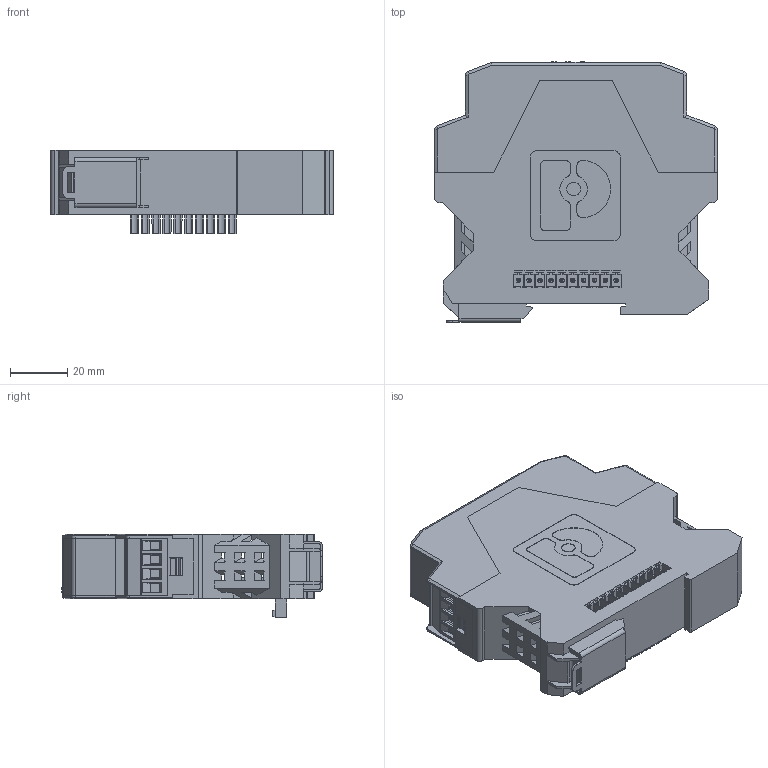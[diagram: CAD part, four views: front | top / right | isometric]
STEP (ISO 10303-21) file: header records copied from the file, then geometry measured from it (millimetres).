
FILE_DESCRIPTION(/* description */ ('Lucon Slave'),/* implementation_level */ '2;1');
FILE_NAME(/* name */ 'Lucon_Slave',/* time_stamp */ '2022-08-26T10:41:45+02:00',/* author */ (''),/* organization */ ('GEFASOFT Automatisierung und Software GmbH'),/* preprocessor_version */ 'ST-DEVELOPER v16.7',/* originating_system */ 'Solid Edge',/* authorisation */ 'Unknown');
FILE_SCHEMA (('AUTOMOTIVE_DESIGN {1 0 10303 214 3 1 1}'));
Products named in the file (10): Lucon_Slave; pxc_2735991_12_ME-22-5-F-UT-BUS-10-GN_3D; Platine; pxc_1861060_10_MSTBO-2-5-4-G1L_3D; pxc_1861073_09_MSTBO-2-5-4-G1R_3D; DRR 3016; pxc_2907156_02_ME-B-22-5-MSTBO-GN_3D; pxc_1779851_07_MSTBT-2-5-4-ST_3D; BIVAR__INC_PLP2-125; Deckel_Slave
Assembly tree (13 placements, depth 2):
  Lucon_Slave
    pxc_2735991_12_ME-22-5-F-UT-BUS-10-GN_3D
    Platine
    pxc_1861060_10_MSTBO-2-5-4-G1L_3D
    pxc_1861073_09_MSTBO-2-5-4-G1R_3D
    DRR 3016
    pxc_2907156_02_ME-B-22-5-MSTBO-GN_3D  x2
    pxc_1779851_07_MSTBT-2-5-4-ST_3D  x2
    BIVAR__INC_PLP2-125  x3
    Deckel_Slave
Bounding box: 99 x 91.36 x 29.2 mm (x, y, z)
Volume: 71722.2 mm3; surface area: 74869.2 mm2
Topology: 14 solids, 18 shells, 4964 faces, 13788 edges, 9090 vertices
Faces by surface type: plane 3499, cylinder 1025, bspline 388, cone 31, torus 18, sphere 3
Full cylindrical faces by diameter (mm): 0.3 x134, 0.56 x2, 0.6 x84, 0.7 x5, 0.9 x15, 1 x10, 1.4 x31, 1.6 x18, 2.8 x19, 2.845 x3, 3.302 x3, 3.783 x8, 3.9 x1, 4 x8, 4.05 x1, 4.7 x1, 4.796 x1, 4.8 x1, 5 x1, 5.8 x1, 5.9 x1, 7.15 x1
Entity records: 155593 total; most frequent: CARTESIAN_POINT 38507, ORIENTED_EDGE 22660, DIRECTION 19926, EDGE_CURVE 11330, LINE 8402, VECTOR 8402, VERTEX_POINT 7680, AXIS2_PLACEMENT_3D 5762
